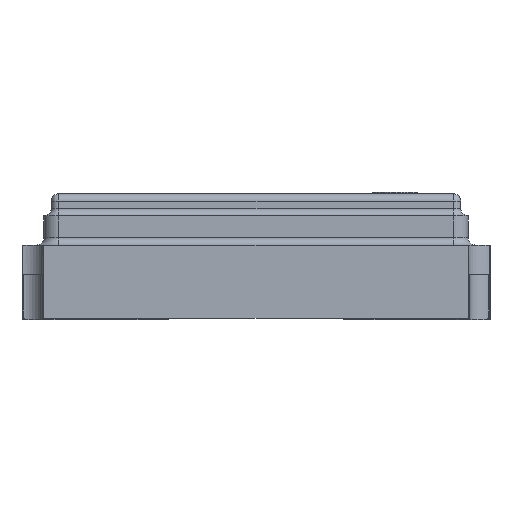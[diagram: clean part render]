
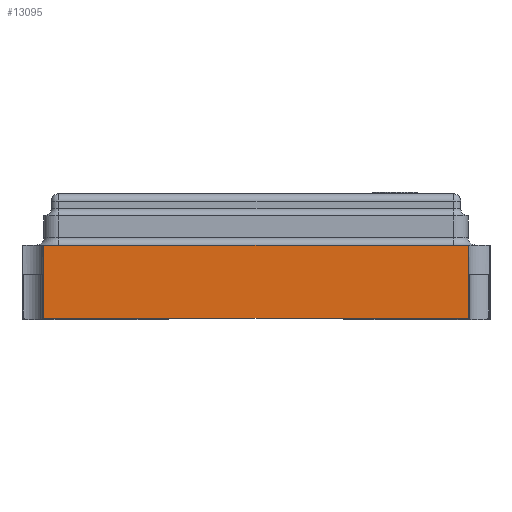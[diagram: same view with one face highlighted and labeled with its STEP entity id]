
A CAD part, left-side view. The second image highlights one B-rep face of the part: STEP entity #13095.
In plain terms, the highlighted planar face has unit normal (-1, 0, 0).
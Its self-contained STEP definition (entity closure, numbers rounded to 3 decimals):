
#102 = CARTESIAN_POINT ( 'NONE',  ( -2.5, 1.45, 0. ) ) ;
#163 = CARTESIAN_POINT ( 'NONE',  ( -2.5, 1.6, 0. ) ) ;
#201 = CARTESIAN_POINT ( 'NONE',  ( -2.5, 1.45, 0. ) ) ;
#225 = LINE ( 'NONE', #163, #1606 ) ;
#901 = EDGE_CURVE ( 'NONE', #8166, #6749, #225, .T. ) ;
#1494 = DIRECTION ( 'NONE',  ( 0., -1., 0. ) ) ;
#1606 = VECTOR ( 'NONE', #1494, 1000. ) ;
#1824 = VERTEX_POINT ( 'NONE', #11028 ) ;
#2198 = PLANE ( 'NONE',  #11695 ) ;
#2431 = EDGE_LOOP ( 'NONE', ( #12218, #8324, #11495, #14838 ) ) ;
#4739 = DIRECTION ( 'NONE',  ( 0., 0., -1. ) ) ;
#5439 = CARTESIAN_POINT ( 'NONE',  ( -2.5, 1.6, 0.5 ) ) ;
#5529 = CARTESIAN_POINT ( 'NONE',  ( -2.5, -1.45, 0.5 ) ) ;
#6749 = VERTEX_POINT ( 'NONE', #10371 ) ;
#7362 = VECTOR ( 'NONE', #4739, 1000. ) ;
#7792 = DIRECTION ( 'NONE',  ( 0., 0., 1. ) ) ;
#7828 = VECTOR ( 'NONE', #14548, 1000. ) ;
#8166 = VERTEX_POINT ( 'NONE', #201 ) ;
#8239 = DIRECTION ( 'NONE',  ( 1., 0., 0. ) ) ;
#8324 = ORIENTED_EDGE ( 'NONE', *, *, #13853, .T. ) ;
#8453 = EDGE_CURVE ( 'NONE', #6749, #14030, #14588, .T. ) ;
#8735 = LINE ( 'NONE', #5439, #7828 ) ;
#10371 = CARTESIAN_POINT ( 'NONE',  ( -2.5, -1.45, 0. ) ) ;
#10499 = LINE ( 'NONE', #102, #7362 ) ;
#10810 = EDGE_CURVE ( 'NONE', #1824, #14030, #8735, .T. ) ;
#11028 = CARTESIAN_POINT ( 'NONE',  ( -2.5, 1.45, 0.5 ) ) ;
#11495 = ORIENTED_EDGE ( 'NONE', *, *, #901, .T. ) ;
#11695 = AXIS2_PLACEMENT_3D ( 'NONE', #13894, #8239, #12810 ) ;
#12218 = ORIENTED_EDGE ( 'NONE', *, *, #10810, .F. ) ;
#12515 = FACE_OUTER_BOUND ( 'NONE', #2431, .T. ) ;
#12810 = DIRECTION ( 'NONE',  ( 0., 0., -1. ) ) ;
#13095 = ADVANCED_FACE ( 'NONE', ( #12515 ), #2198, .F. ) ;
#13098 = VECTOR ( 'NONE', #7792, 1000. ) ;
#13518 = CARTESIAN_POINT ( 'NONE',  ( -2.5, -1.45, 0. ) ) ;
#13853 = EDGE_CURVE ( 'NONE', #1824, #8166, #10499, .T. ) ;
#13894 = CARTESIAN_POINT ( 'NONE',  ( -2.5, 1.6, 0.5 ) ) ;
#14030 = VERTEX_POINT ( 'NONE', #5529 ) ;
#14548 = DIRECTION ( 'NONE',  ( 0., -1., 0. ) ) ;
#14588 = LINE ( 'NONE', #13518, #13098 ) ;
#14838 = ORIENTED_EDGE ( 'NONE', *, *, #8453, .T. ) ;
